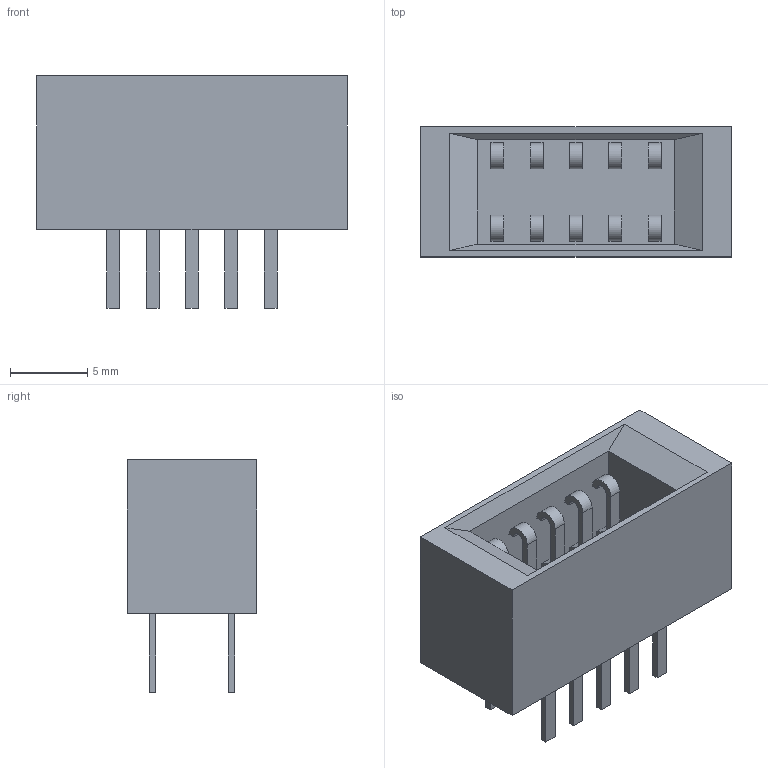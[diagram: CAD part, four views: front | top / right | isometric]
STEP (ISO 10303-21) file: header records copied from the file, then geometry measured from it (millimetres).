
FILE_DESCRIPTION(('STEP AP214'),'1');
FILE_NAME('CONN10_2x05_DRXN_SUL','2020-12-17T20:20:50',(''),(''),'','','');
FILE_SCHEMA(('AUTOMOTIVE_DESIGN'));
Length unit declared in the file: millimetre
Products named in the file (1): product
Bounding box: 20.07 x 8.38 x 15.02 mm (x, y, z)
Volume: 1017 mm3; surface area: 1532 mm2
Topology: 21 solids, 21 shells, 215 faces, 472 edges, 300 vertices
Faces by surface type: plane 195, cylinder 20
Entity records: 5508 total; most frequent: DIRECTION 944, ORIENTED_EDGE 944, CARTESIAN_POINT 536, EDGE_CURVE 472, LINE 432, VECTOR 432, VERTEX_POINT 300, AXIS2_PLACEMENT_3D 256
